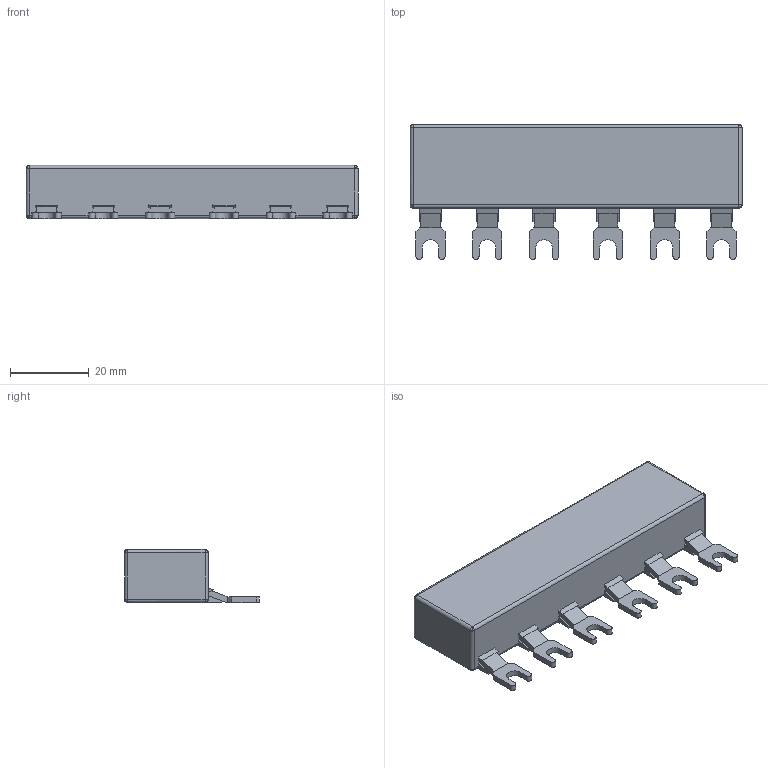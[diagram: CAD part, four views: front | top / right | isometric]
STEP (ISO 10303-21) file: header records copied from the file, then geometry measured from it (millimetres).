
FILE_DESCRIPTION(('STEP AP214'),'1');
FILE_NAME('cctmp_615BBF47-85B6-4BC5-A2AB-F15359A25746_2023_08_14_21_02_25_0526..stp','2023-08-14T19:02:25',('SIEMENS A&D'),('CADClick - www.CADClick.com'),'Spatial InterOp 3D postprocessed',' ','unknown authorization');
FILE_SCHEMA(('AUTOMOTIVE_DESIGN'));
Length unit declared in the file: millimetre
Products named in the file (1): 2023_08_14_21_02_25_0518
Bounding box: 84.2 x 34.2 x 13.5 mm (x, y, z)
Volume: 24767.6 mm3; surface area: 7434.1 mm2
Topology: 1 solids, 1 shells, 184 faces, 518 edges, 320 vertices
Faces by surface type: plane 132, cylinder 36, bspline 16
Entity records: 6485 total; most frequent: CARTESIAN_POINT 1247, ORIENTED_EDGE 1004, DIRECTION 928, EDGE_CURVE 502, LINE 414, VECTOR 414, VERTEX_POINT 320, AXIS2_PLACEMENT_3D 257
